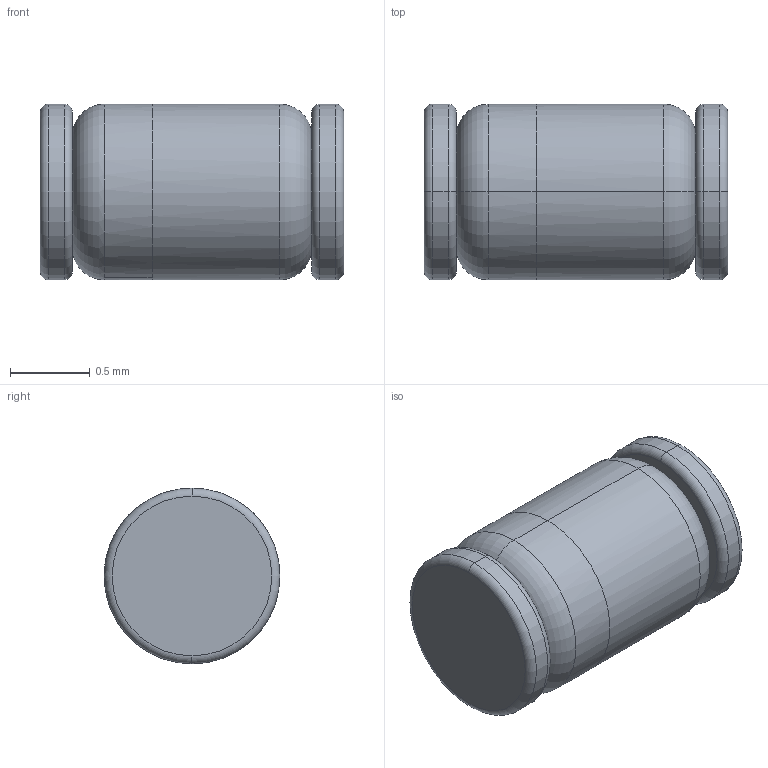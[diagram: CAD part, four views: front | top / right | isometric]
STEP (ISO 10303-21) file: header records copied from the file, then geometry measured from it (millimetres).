
FILE_DESCRIPTION (( 'STEP AP214' ), '1' );
FILE_NAME ('User Library-Diode MELF.STEP', '2013-10-16T12:39:06', ( 'Windows User' ), ( '' ), 'SwSTEP 2.0', 'SolidWorks 2013', '' );
FILE_SCHEMA (( 'AUTOMOTIVE_DESIGN' ));
Length unit declared in the file: millimetre
Products named in the file (1): User Library-Diode MELF
Bounding box: 1.9 x 1.1 x 1.1 mm (x, y, z)
Volume: 1.7 mm3; surface area: 9.8 mm2
Topology: 1 solids, 1 shells, 25 faces, 51 edges, 30 vertices
Faces by surface type: torus 12, cylinder 9, plane 4
Entity records: 810 total; most frequent: CARTESIAN_POINT 140, DIRECTION 135, ORIENTED_EDGE 102, AXIS2_PLACEMENT_3D 64, EDGE_CURVE 51, CIRCLE 38, VERTEX_POINT 30, EDGE_LOOP 27
